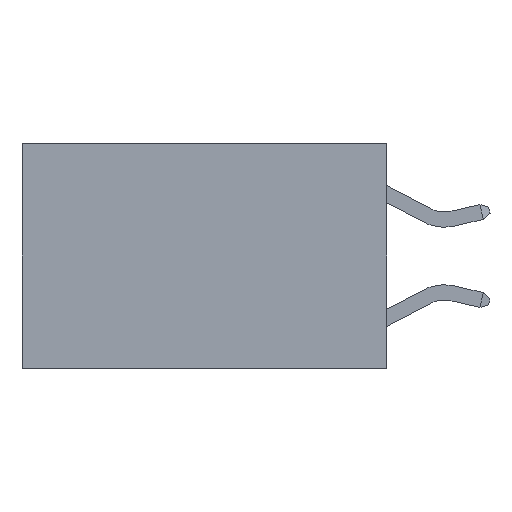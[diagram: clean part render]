
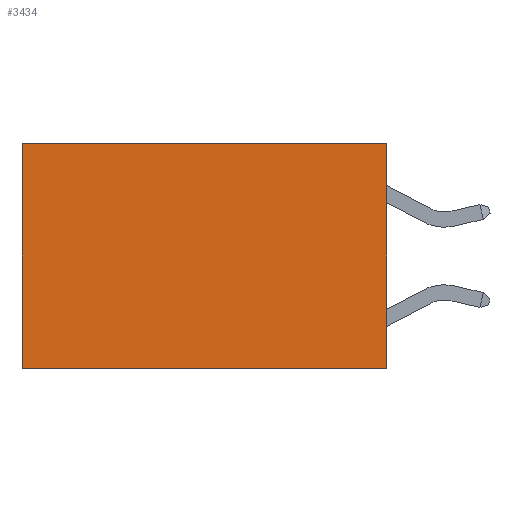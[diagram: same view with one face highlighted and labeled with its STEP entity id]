
A CAD part, left-side view. The second image highlights one B-rep face of the part: STEP entity #3434.
In plain terms, the highlighted planar face has unit normal (-1, 0, 0).
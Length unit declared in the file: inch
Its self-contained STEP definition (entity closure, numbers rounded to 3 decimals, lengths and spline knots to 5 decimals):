
#776 = VECTOR ( 'NONE', #11082, 39.37008 ) ;
#1115 = VECTOR ( 'NONE', #12795, 39.37008 ) ;
#1209 = VECTOR ( 'NONE', #4852, 39.37008 ) ;
#2114 = PLANE ( 'NONE',  #8972 ) ;
#2210 = FACE_OUTER_BOUND ( 'NONE', #5979, .T. ) ;
#2904 = CARTESIAN_POINT ( 'NONE',  ( 0.2625, 0., 0. ) ) ;
#3092 = ORIENTED_EDGE ( 'NONE', *, *, #13319, .T. ) ;
#3259 = CARTESIAN_POINT ( 'NONE',  ( 0.2625, 0., 0. ) ) ;
#3434 = ADVANCED_FACE ( 'NONE', ( #2210 ), #2114, .F. ) ;
#4132 = VECTOR ( 'NONE', #10206, 39.37008 ) ;
#4244 = EDGE_CURVE ( 'NONE', #15021, #14024, #10861, .T. ) ;
#4304 = CARTESIAN_POINT ( 'NONE',  ( 0.2625, 0.6, 0. ) ) ;
#4801 = CARTESIAN_POINT ( 'NONE',  ( 0.2625, 0.6, 0. ) ) ;
#4852 = DIRECTION ( 'NONE',  ( 0., 1., 0. ) ) ;
#5979 = EDGE_LOOP ( 'NONE', ( #7782, #6125, #9209, #3092 ) ) ;
#5991 = DIRECTION ( 'NONE',  ( 1., 0., 0. ) ) ;
#6111 = CARTESIAN_POINT ( 'NONE',  ( 0.2625, 0., -0.37 ) ) ;
#6125 = ORIENTED_EDGE ( 'NONE', *, *, #4244, .F. ) ;
#7332 = EDGE_CURVE ( 'NONE', #12084, #14024, #13161, .T. ) ;
#7758 = LINE ( 'NONE', #3259, #1115 ) ;
#7782 = ORIENTED_EDGE ( 'NONE', *, *, #7332, .T. ) ;
#8296 = CARTESIAN_POINT ( 'NONE',  ( 0.2625, 0., 0. ) ) ;
#8972 = AXIS2_PLACEMENT_3D ( 'NONE', #8296, #5991, #14047 ) ;
#9209 = ORIENTED_EDGE ( 'NONE', *, *, #15408, .F. ) ;
#9359 = CARTESIAN_POINT ( 'NONE',  ( 0.2625, 0., -0.37 ) ) ;
#9917 = CARTESIAN_POINT ( 'NONE',  ( 0.2625, 0., 0. ) ) ;
#10117 = VERTEX_POINT ( 'NONE', #2904 ) ;
#10206 = DIRECTION ( 'NONE',  ( 0., 0., -1. ) ) ;
#10861 = LINE ( 'NONE', #6111, #1209 ) ;
#11082 = DIRECTION ( 'NONE',  ( 0., 1., 0. ) ) ;
#12084 = VERTEX_POINT ( 'NONE', #4801 ) ;
#12795 = DIRECTION ( 'NONE',  ( 0., 0., -1. ) ) ;
#13161 = LINE ( 'NONE', #4304, #4132 ) ;
#13319 = EDGE_CURVE ( 'NONE', #10117, #12084, #13542, .T. ) ;
#13542 = LINE ( 'NONE', #9917, #776 ) ;
#14024 = VERTEX_POINT ( 'NONE', #14135 ) ;
#14047 = DIRECTION ( 'NONE',  ( 0., 0., -1. ) ) ;
#14135 = CARTESIAN_POINT ( 'NONE',  ( 0.2625, 0.6, -0.37 ) ) ;
#15021 = VERTEX_POINT ( 'NONE', #9359 ) ;
#15408 = EDGE_CURVE ( 'NONE', #10117, #15021, #7758, .T. ) ;
